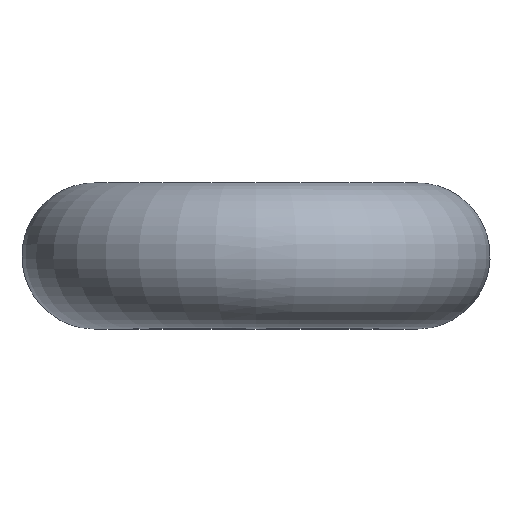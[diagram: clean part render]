
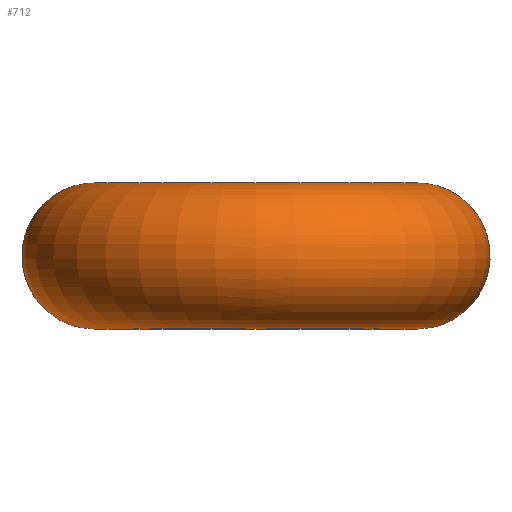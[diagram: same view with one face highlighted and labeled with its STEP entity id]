
A CAD part, top view. The second image highlights one B-rep face of the part: STEP entity #712.
In plain terms, the highlighted toroidal (fillet/blend) face has major radius 5.5 mm and minor radius 2.5 mm.
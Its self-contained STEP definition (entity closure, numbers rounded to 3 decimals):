
#421=CARTESIAN_POINT('',(4.506,0.476,-6.585));
#422=VERTEX_POINT('',#421);
#477=CARTESIAN_POINT('',(5.076,-0.026,-6.001));
#478=VERTEX_POINT('',#477);
#486=CARTESIAN_POINT('',(4.312,0.462,-6.711));
#487=VERTEX_POINT('',#486);
#488=CARTESIAN_POINT('',(5.076,-0.026,-6.001));
#489=CARTESIAN_POINT('',(5.095,-0.222,-5.895));
#490=CARTESIAN_POINT('',(5.009,-0.43,-5.83));
#491=CARTESIAN_POINT('',(4.867,-0.602,-5.797));
#492=CARTESIAN_POINT('',(4.725,-0.774,-5.765));
#493=CARTESIAN_POINT('',(4.527,-0.911,-5.766));
#494=CARTESIAN_POINT('',(4.306,-1.007,-5.804));
#495=CARTESIAN_POINT('',(4.196,-1.055,-5.823));
#496=CARTESIAN_POINT('',(4.08,-1.093,-5.852));
#497=CARTESIAN_POINT('',(3.963,-1.115,-5.899));
#498=CARTESIAN_POINT('',(3.847,-1.137,-5.947));
#499=CARTESIAN_POINT('',(3.729,-1.143,-6.013));
#500=CARTESIAN_POINT('',(3.633,-1.125,-6.095));
#501=CARTESIAN_POINT('',(3.538,-1.107,-6.177));
#502=CARTESIAN_POINT('',(3.465,-1.065,-6.274));
#503=CARTESIAN_POINT('',(3.417,-1.008,-6.368));
#504=CARTESIAN_POINT('',(3.369,-0.952,-6.461));
#505=CARTESIAN_POINT('',(3.345,-0.881,-6.549));
#506=CARTESIAN_POINT('',(3.337,-0.801,-6.628));
#507=CARTESIAN_POINT('',(3.321,-0.641,-6.785));
#508=CARTESIAN_POINT('',(3.365,-0.446,-6.901));
#509=CARTESIAN_POINT('',(3.461,-0.253,-6.954));
#510=CARTESIAN_POINT('',(3.557,-0.059,-7.006));
#511=CARTESIAN_POINT('',(3.705,0.133,-6.995));
#512=CARTESIAN_POINT('',(3.89,0.27,-6.926));
#513=CARTESIAN_POINT('',(3.936,0.305,-6.908));
#514=CARTESIAN_POINT('',(3.985,0.335,-6.887));
#515=CARTESIAN_POINT('',(4.035,0.362,-6.863));
#516=CARTESIAN_POINT('',(4.124,0.41,-6.821));
#517=CARTESIAN_POINT('',(4.218,0.444,-6.769));
#518=CARTESIAN_POINT('',(4.312,0.462,-6.711));
#519=B_SPLINE_CURVE_WITH_KNOTS('',3,(#488,#489,#490,#491,#492,#493,#494,#495,#496,#497,#498,#499,#500,#501,#502,#503,#504,#505,#506,#507,#508,#509,#510,#511,#512,#513,#514,#515,#516,#517,#518),.UNSPECIFIED.,.F.,.U.,(4,3,3,3,3,3,3,3,3,3,4),(0.059,0.094,0.129,0.146,0.163,0.181,0.198,0.233,0.267,0.276,0.291),.UNSPECIFIED.);
#520=EDGE_CURVE('',#478,#487,#519,.T.);
#522=CARTESIAN_POINT('',(4.312,0.462,-6.711));
#523=CARTESIAN_POINT('',(4.377,0.475,-6.671));
#524=CARTESIAN_POINT('',(4.443,0.48,-6.629));
#525=CARTESIAN_POINT('',(4.506,0.476,-6.585));
#526=B_SPLINE_CURVE_WITH_KNOTS('',3,(#522,#523,#524,#525),.UNSPECIFIED.,.F.,.U.,(4,4),(0.0,0.011),.UNSPECIFIED.);
#527=EDGE_CURVE('',#487,#422,#526,.T.);
#564=CARTESIAN_POINT('',(4.506,0.476,-6.585));
#565=CARTESIAN_POINT('',(4.653,0.469,-6.483));
#566=CARTESIAN_POINT('',(4.929,0.365,-6.265));
#567=CARTESIAN_POINT('',(5.062,0.112,-6.076));
#568=CARTESIAN_POINT('',(5.076,-0.026,-6.001));
#569=B_SPLINE_CURVE_WITH_KNOTS('',3,(#564,#565,#566,#567,#568),.UNSPECIFIED.,.F.,.U.,(4,1,4),(0.0,0.146,0.291),.UNSPECIFIED.);
#570=EDGE_CURVE('',#422,#478,#569,.T.);
#611=CARTESIAN_POINT('',(0.,0.8,0.));
#612=DIRECTION('',(0.,-1.0,0.));
#613=DIRECTION('',(0.0,0.0,1.0));
#614=AXIS2_PLACEMENT_3D('',#611,#612,#613);
#615=TOROIDAL_SURFACE('',#614,5.5,2.5);
#616=CARTESIAN_POINT('',(0.,3.3,5.5));
#617=VERTEX_POINT('',#616);
#618=CARTESIAN_POINT('',(0.,3.3,0.));
#619=DIRECTION('',(0.0,-1.0,0.0));
#620=DIRECTION('',(0.0,0.0,-1.0));
#621=AXIS2_PLACEMENT_3D('',#618,#619,#620);
#622=CIRCLE('',#621,5.5);
#623=EDGE_CURVE('',#617,#617,#622,.T.);
#624=ORIENTED_EDGE('',*,*,#623,.T.);
#625=EDGE_LOOP('',(#624));
#626=FACE_OUTER_BOUND('',#625,.T.);
#627=CARTESIAN_POINT('',(0.,-1.7,5.5));
#628=VERTEX_POINT('',#627);
#629=CARTESIAN_POINT('',(0.,-1.7,0.));
#630=DIRECTION('',(0.0,1.0,0.0));
#631=DIRECTION('',(0.0,0.0,-1.0));
#632=AXIS2_PLACEMENT_3D('',#629,#630,#631);
#633=CIRCLE('',#632,5.5);
#634=EDGE_CURVE('',#628,#628,#633,.T.);
#635=ORIENTED_EDGE('',*,*,#634,.T.);
#636=EDGE_LOOP('',(#635));
#637=FACE_BOUND('',#636,.T.);
#638=CARTESIAN_POINT('',(-4.312,1.138,-6.711));
#639=VERTEX_POINT('',#638);
#640=CARTESIAN_POINT('',(-4.506,1.124,-6.585));
#641=VERTEX_POINT('',#640);
#642=CARTESIAN_POINT('',(-4.312,1.138,-6.711));
#643=CARTESIAN_POINT('',(-4.377,1.125,-6.671));
#644=CARTESIAN_POINT('',(-4.443,1.12,-6.629));
#645=CARTESIAN_POINT('',(-4.506,1.124,-6.585));
#646=B_SPLINE_CURVE_WITH_KNOTS('',3,(#642,#643,#644,#645),.UNSPECIFIED.,.F.,.U.,(4,4),(0.0,0.011),.UNSPECIFIED.);
#647=EDGE_CURVE('',#639,#641,#646,.T.);
#648=ORIENTED_EDGE('',*,*,#647,.F.);
#649=CARTESIAN_POINT('',(-5.076,1.626,-6.001));
#650=VERTEX_POINT('',#649);
#651=CARTESIAN_POINT('',(-5.076,1.626,-6.001));
#652=CARTESIAN_POINT('',(-5.085,1.724,-5.948));
#653=CARTESIAN_POINT('',(-5.069,1.827,-5.904));
#654=CARTESIAN_POINT('',(-5.033,1.925,-5.871));
#655=CARTESIAN_POINT('',(-4.996,2.023,-5.837));
#656=CARTESIAN_POINT('',(-4.939,2.117,-5.813));
#657=CARTESIAN_POINT('',(-4.868,2.202,-5.797));
#658=CARTESIAN_POINT('',(-4.725,2.374,-5.765));
#659=CARTESIAN_POINT('',(-4.528,2.512,-5.765));
#660=CARTESIAN_POINT('',(-4.307,2.608,-5.803));
#661=CARTESIAN_POINT('',(-4.252,2.632,-5.813));
#662=CARTESIAN_POINT('',(-4.195,2.653,-5.825));
#663=CARTESIAN_POINT('',(-4.137,2.671,-5.841));
#664=CARTESIAN_POINT('',(-4.08,2.689,-5.857));
#665=CARTESIAN_POINT('',(-4.021,2.704,-5.876));
#666=CARTESIAN_POINT('',(-3.963,2.715,-5.899));
#667=CARTESIAN_POINT('',(-3.905,2.726,-5.923));
#668=CARTESIAN_POINT('',(-3.847,2.733,-5.951));
#669=CARTESIAN_POINT('',(-3.791,2.735,-5.983));
#670=CARTESIAN_POINT('',(-3.735,2.737,-6.016));
#671=CARTESIAN_POINT('',(-3.681,2.734,-6.054));
#672=CARTESIAN_POINT('',(-3.633,2.725,-6.095));
#673=CARTESIAN_POINT('',(-3.537,2.706,-6.178));
#674=CARTESIAN_POINT('',(-3.464,2.665,-6.275));
#675=CARTESIAN_POINT('',(-3.416,2.608,-6.368));
#676=CARTESIAN_POINT('',(-3.368,2.552,-6.461));
#677=CARTESIAN_POINT('',(-3.344,2.48,-6.55));
#678=CARTESIAN_POINT('',(-3.336,2.4,-6.629));
#679=CARTESIAN_POINT('',(-3.328,2.321,-6.707));
#680=CARTESIAN_POINT('',(-3.336,2.232,-6.776));
#681=CARTESIAN_POINT('',(-3.357,2.14,-6.831));
#682=CARTESIAN_POINT('',(-3.378,2.047,-6.886));
#683=CARTESIAN_POINT('',(-3.413,1.949,-6.928));
#684=CARTESIAN_POINT('',(-3.461,1.853,-6.955));
#685=CARTESIAN_POINT('',(-3.557,1.659,-7.007));
#686=CARTESIAN_POINT('',(-3.705,1.467,-6.995));
#687=CARTESIAN_POINT('',(-3.89,1.33,-6.926));
#688=CARTESIAN_POINT('',(-3.983,1.261,-6.891));
#689=CARTESIAN_POINT('',(-4.084,1.206,-6.842));
#690=CARTESIAN_POINT('',(-4.189,1.171,-6.783));
#691=CARTESIAN_POINT('',(-4.23,1.157,-6.76));
#692=CARTESIAN_POINT('',(-4.271,1.146,-6.736));
#693=CARTESIAN_POINT('',(-4.312,1.138,-6.711));
#694=B_SPLINE_CURVE_WITH_KNOTS('',3,(#651,#652,#653,#654,#655,#656,#657,#658,#659,#660,#661,#662,#663,#664,#665,#666,#667,#668,#669,#670,#671,#672,#673,#674,#675,#676,#677,#678,#679,#680,#681,#682,#683,#684,#685,#686,#687,#688,#689,#690,#691,#692,#693),.UNSPECIFIED.,.F.,.U.,(4,3,3,3,3,3,3,3,3,3,3,3,3,3,4),(0.059,0.077,0.094,0.129,0.137,0.146,0.155,0.163,0.181,0.198,0.215,0.233,0.267,0.285,0.291),.UNSPECIFIED.);
#695=EDGE_CURVE('',#650,#639,#694,.T.);
#696=ORIENTED_EDGE('',*,*,#695,.F.);
#697=CARTESIAN_POINT('',(-4.506,1.124,-6.585));
#698=CARTESIAN_POINT('',(-4.653,1.131,-6.483));
#699=CARTESIAN_POINT('',(-4.929,1.235,-6.265));
#700=CARTESIAN_POINT('',(-5.062,1.488,-6.076));
#701=CARTESIAN_POINT('',(-5.076,1.626,-6.001));
#702=B_SPLINE_CURVE_WITH_KNOTS('',3,(#697,#698,#699,#700,#701),.UNSPECIFIED.,.F.,.U.,(4,1,4),(0.0,0.146,0.291),.UNSPECIFIED.);
#703=EDGE_CURVE('',#641,#650,#702,.T.);
#704=ORIENTED_EDGE('',*,*,#703,.F.);
#705=EDGE_LOOP('',(#648,#696,#704));
#706=FACE_BOUND('',#705,.T.);
#707=ORIENTED_EDGE('',*,*,#527,.F.);
#708=ORIENTED_EDGE('',*,*,#520,.F.);
#709=ORIENTED_EDGE('',*,*,#570,.F.);
#710=EDGE_LOOP('',(#707,#708,#709));
#711=FACE_BOUND('',#710,.T.);
#712=ADVANCED_FACE('',(#626,#637,#706,#711),#615,.T.);
